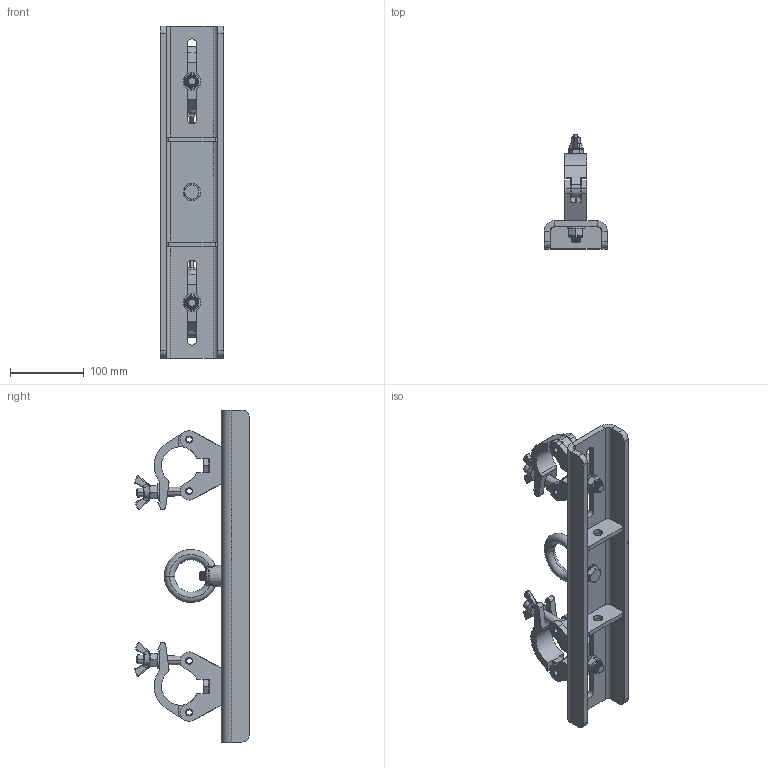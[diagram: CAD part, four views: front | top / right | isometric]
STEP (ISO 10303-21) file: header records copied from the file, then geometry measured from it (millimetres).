
FILE_DESCRIPTION (( 'STEP AP203' ), '1' );
FILE_NAME ('T55715.STEP', '2018-08-02T10:45:17', ( '' ), ( '' ), 'SwSTEP 2.0', 'SolidWorks 2016', '' );
FILE_SCHEMA (( 'CONFIG_CONTROL_DESIGN' ));
Length unit declared in the file: millimetre
Products named in the file (20): TH2255; T55715_LABEL; F883_DIN 315-M12-GT-C-N; T55715; F791; TH157_NO ENGRAVING; TH2000_TH2000 - 30MM WIDE; Hex Nut Style 1 GradeAB_Doughty Fastners_Hexagon Nut ISO - 4032 - M12 - D - S; Hex Screw GradeC_Doughty Fastners_ISO 4018 - M12 x 45-WS; T78000; T42305; TH156_TH650; TH2001_TH2001 - 30MM WIDE; A Washer_Bright washer BS 4320 - M12 (Form A); TH652; Hex Bolt_ISO 4016 - M12 x 40 x 40-WS; TH694; SW3dPS-nyloc nut, st stl a2 iso_M12 NYLOC; TH566; T57001_T57001 T PLATE
Assembly tree (27 placements, depth 4):
  T55715
    TH694
      TH652
      TH2255  x2
    T57001_T57001 T PLATE  x2
      TH156_TH650
        TH2000_TH2000 - 30MM WIDE
      TH157_NO ENGRAVING
        TH2001_TH2001 - 30MM WIDE
      T78000
        TH566
        A Washer_Bright washer BS 4320 - M12 (Form A)
        Hex Nut Style 1 GradeAB_Doughty Fastners_Hexagon Nut ISO - 4032 - M12 - D - S
        F883_DIN 315-M12-GT-C-N
      F791
    Hex Screw GradeC_Doughty Fastners_ISO 4018 - M12 x 45-WS  x2
    A Washer_Bright washer BS 4320 - M12 (Form A)  x3
    SW3dPS-nyloc nut, st stl a2 iso_M12 NYLOC  x2
    T42305
    Hex Bolt_ISO 4016 - M12 x 40 x 40-WS
    T55715_LABEL
Bounding box: 86.3 x 154.87 x 450 mm (x, y, z)
Volume: 793487.3 mm3; surface area: 250176 mm2
Topology: 29 solids, 29 shells, 2264 faces, 5762 edges, 3655 vertices
Faces by surface type: plane 843, bspline 480, cone 468, cylinder 417, torus 34, sphere 22
Entity records: 78807 total; most frequent: CARTESIAN_POINT 36257, ORIENTED_EDGE 9018, DIRECTION 7150, EDGE_CURVE 4509, VERTEX_POINT 2903, VECTOR 2586, LINE 2586, AXIS2_PLACEMENT_3D 2282
